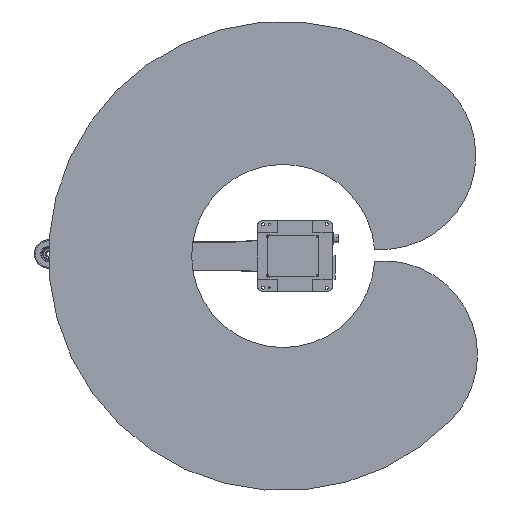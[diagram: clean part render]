
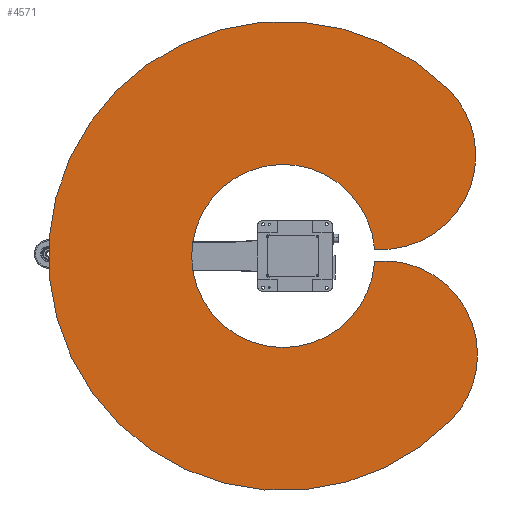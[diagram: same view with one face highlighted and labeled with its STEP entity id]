
A CAD part, front view. The second image highlights one B-rep face of the part: STEP entity #4571.
In plain terms, the highlighted planar face has unit normal (0, -1, 0).
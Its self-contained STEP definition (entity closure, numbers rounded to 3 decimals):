
#1188 = CARTESIAN_POINT ( 'NONE',  ( 0., 0., 0. ) ) ;
#1526 = DIRECTION ( 'NONE',  ( 0., 1., 0. ) ) ;
#3947 = DIRECTION ( 'NONE',  ( 0., 1., 0. ) ) ;
#4571 = ADVANCED_FACE ( 'NONE', ( #40098 ), #5955, .F. ) ;
#4840 = CIRCLE ( 'NONE', #18922, 400. ) ;
#5592 = AXIS2_PLACEMENT_3D ( 'NONE', #64211, #57963, #24172 ) ;
#5955 = PLANE ( 'NONE',  #12429 ) ;
#6525 = AXIS2_PLACEMENT_3D ( 'NONE', #60775, #32463, #15237 ) ;
#8769 = AXIS2_PLACEMENT_3D ( 'NONE', #42714, #60734, #20342 ) ;
#8806 = CIRCLE ( 'NONE', #49853, 390. ) ;
#9245 = EDGE_CURVE ( 'NONE', #36278, #42287, #8806, .T. ) ;
#11258 = VERTEX_POINT ( 'NONE', #58975 ) ;
#11640 = DIRECTION ( 'NONE',  ( 0., 0., 1. ) ) ;
#12429 = AXIS2_PLACEMENT_3D ( 'NONE', #1188, #39750, #51860 ) ;
#12714 = EDGE_CURVE ( 'NONE', #60822, #42287, #66544, .T. ) ;
#13415 = CIRCLE ( 'NONE', #8769, 400. ) ;
#14864 = CARTESIAN_POINT ( 'NONE',  ( 707.107, 0., -707.107 ) ) ;
#15237 = DIRECTION ( 'NONE',  ( 0., 0., 1. ) ) ;
#15974 = ORIENTED_EDGE ( 'NONE', *, *, #66439, .F. ) ;
#16433 = ORIENTED_EDGE ( 'NONE', *, *, #12714, .F. ) ;
#18234 = CARTESIAN_POINT ( 'NONE',  ( -707.107, 0., -707.107 ) ) ;
#18922 = AXIS2_PLACEMENT_3D ( 'NONE', #31880, #3947, #53925 ) ;
#20342 = DIRECTION ( 'NONE',  ( 0., 0., 1. ) ) ;
#24172 = DIRECTION ( 'NONE',  ( 0., 0., 1. ) ) ;
#24204 = CARTESIAN_POINT ( 'NONE',  ( -25.809, 0., -389.145 ) ) ;
#25607 = CIRCLE ( 'NONE', #5592, 400. ) ;
#28516 = CARTESIAN_POINT ( 'NONE',  ( 424.264, 0., -424.264 ) ) ;
#30539 = CARTESIAN_POINT ( 'NONE',  ( 0., 0., 0. ) ) ;
#30947 = EDGE_CURVE ( 'NONE', #36278, #11258, #4840, .T. ) ;
#31880 = CARTESIAN_POINT ( 'NONE',  ( -424.264, 0., -424.264 ) ) ;
#32463 = DIRECTION ( 'NONE',  ( 0., 1., 0. ) ) ;
#34848 = AXIS2_PLACEMENT_3D ( 'NONE', #28516, #44309, #11640 ) ;
#36278 = VERTEX_POINT ( 'NONE', #24204 ) ;
#39750 = DIRECTION ( 'NONE',  ( 0., 1., 0. ) ) ;
#40098 = FACE_OUTER_BOUND ( 'NONE', #63831, .T. ) ;
#40685 = CARTESIAN_POINT ( 'NONE',  ( 424.264, 0., -824.264 ) ) ;
#42287 = VERTEX_POINT ( 'NONE', #69774 ) ;
#42714 = CARTESIAN_POINT ( 'NONE',  ( 424.264, 0., -424.264 ) ) ;
#44309 = DIRECTION ( 'NONE',  ( 0., 1., 0. ) ) ;
#48535 = EDGE_CURVE ( 'NONE', #66311, #60822, #13415, .T. ) ;
#49853 = AXIS2_PLACEMENT_3D ( 'NONE', #30539, #1526, #68758 ) ;
#50114 = VERTEX_POINT ( 'NONE', #18234 ) ;
#51860 = DIRECTION ( 'NONE',  ( 0., 0., 1. ) ) ;
#53925 = DIRECTION ( 'NONE',  ( 0., 0., 1. ) ) ;
#57761 = EDGE_CURVE ( 'NONE', #11258, #50114, #25607, .T. ) ;
#57963 = DIRECTION ( 'NONE',  ( 0., 1., 0. ) ) ;
#58975 = CARTESIAN_POINT ( 'NONE',  ( -424.264, 0., -824.264 ) ) ;
#60734 = DIRECTION ( 'NONE',  ( 0., 1., 0. ) ) ;
#60775 = CARTESIAN_POINT ( 'NONE',  ( 0., 0., 0. ) ) ;
#60822 = VERTEX_POINT ( 'NONE', #40685 ) ;
#62333 = ORIENTED_EDGE ( 'NONE', *, *, #48535, .F. ) ;
#63831 = EDGE_LOOP ( 'NONE', ( #65626, #16433, #62333, #15974, #68562, #66964 ) ) ;
#64211 = CARTESIAN_POINT ( 'NONE',  ( -424.264, 0., -424.264 ) ) ;
#65182 = CIRCLE ( 'NONE', #6525, 1000. ) ;
#65626 = ORIENTED_EDGE ( 'NONE', *, *, #9245, .T. ) ;
#66311 = VERTEX_POINT ( 'NONE', #14864 ) ;
#66439 = EDGE_CURVE ( 'NONE', #50114, #66311, #65182, .T. ) ;
#66544 = CIRCLE ( 'NONE', #34848, 400. ) ;
#66964 = ORIENTED_EDGE ( 'NONE', *, *, #30947, .F. ) ;
#68562 = ORIENTED_EDGE ( 'NONE', *, *, #57761, .F. ) ;
#68758 = DIRECTION ( 'NONE',  ( 0., 0., 1. ) ) ;
#69774 = CARTESIAN_POINT ( 'NONE',  ( 25.809, 0., -389.145 ) ) ;
